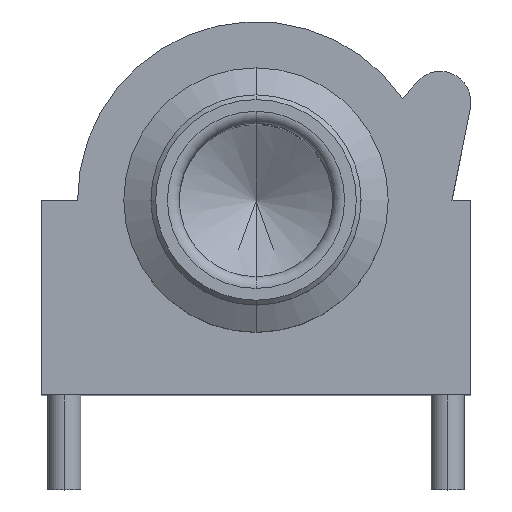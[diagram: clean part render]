
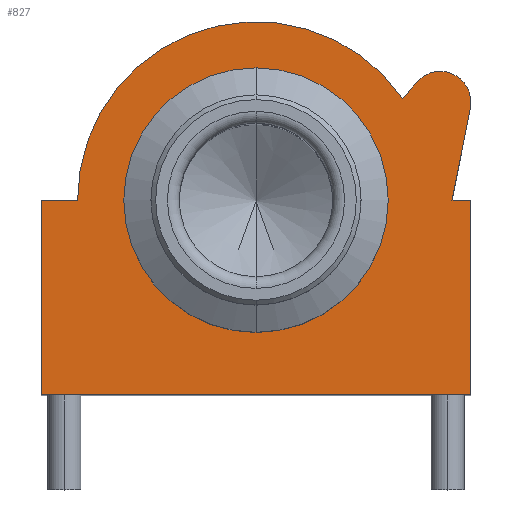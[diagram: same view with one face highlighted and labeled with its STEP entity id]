
A CAD part, top view. The second image highlights one B-rep face of the part: STEP entity #827.
In plain terms, the highlighted planar face has unit normal (0, 0, 1).
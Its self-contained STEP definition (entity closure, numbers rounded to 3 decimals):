
#216=DIRECTION('',(0.,1.,0.));
#217=VECTOR('',#216,8.24);
#218=CARTESIAN_POINT('',(9.1,0.,0.));
#219=LINE('',#218,#217);
#220=DIRECTION('',(1.,0.,0.));
#221=VECTOR('',#220,18.2);
#222=CARTESIAN_POINT('',(-9.1,0.,0.));
#223=LINE('',#222,#221);
#224=DIRECTION('',(0.,-1.,0.));
#225=VECTOR('',#224,8.24);
#226=CARTESIAN_POINT('',(-9.1,8.24,0.));
#227=LINE('',#226,#225);
#228=DIRECTION('',(-1.,0.,0.));
#229=VECTOR('',#228,1.54);
#230=CARTESIAN_POINT('',(-7.56,8.24,0.));
#231=LINE('',#230,#229);
#232=CARTESIAN_POINT('',(0.,8.24,0.));
#233=DIRECTION('',(0.,0.,1.));
#234=DIRECTION('',(0.821,0.571,0.));
#235=AXIS2_PLACEMENT_3D('',#232,#233,#234);
#237=DIRECTION('',(-0.659,-0.752,0.));
#238=VECTOR('',#237,0.933);
#239=CARTESIAN_POINT('',(6.822,13.257,0.));
#240=LINE('',#239,#238);
#241=CARTESIAN_POINT('',(7.8,12.4,0.));
#242=DIRECTION('',(0.,0.,1.));
#243=DIRECTION('',(0.981,-0.195,0.));
#244=AXIS2_PLACEMENT_3D('',#241,#242,#243);
#246=DIRECTION('',(0.195,0.981,0.));
#247=VECTOR('',#246,3.983);
#248=CARTESIAN_POINT('',(8.3,8.24,0.));
#249=LINE('',#248,#247);
#250=DIRECTION('',(-1.,0.,0.));
#251=VECTOR('',#250,0.8);
#252=CARTESIAN_POINT('',(9.1,8.24,0.));
#253=LINE('',#252,#251);
#254=CARTESIAN_POINT('',(0.,8.24,0.));
#255=DIRECTION('',(0.,0.,-1.));
#256=DIRECTION('',(0.,1.,0.));
#257=AXIS2_PLACEMENT_3D('',#254,#255,#256);
#259=CARTESIAN_POINT('',(0.,8.24,0.));
#260=DIRECTION('',(0.,0.,-1.));
#261=DIRECTION('',(0.,-1.,0.));
#262=AXIS2_PLACEMENT_3D('',#259,#260,#261);
#662=CARTESIAN_POINT('',(9.1,0.,0.));
#663=CARTESIAN_POINT('',(9.1,8.24,0.));
#664=VERTEX_POINT('',#662);
#665=VERTEX_POINT('',#663);
#666=CARTESIAN_POINT('',(-9.1,8.24,0.));
#667=CARTESIAN_POINT('',(-9.1,0.,0.));
#668=VERTEX_POINT('',#666);
#669=VERTEX_POINT('',#667);
#732=CARTESIAN_POINT('',(0.,13.84,0.));
#733=CARTESIAN_POINT('',(0.,2.64,0.));
#734=VERTEX_POINT('',#732);
#735=VERTEX_POINT('',#733);
#756=CARTESIAN_POINT('',(8.3,8.24,0.));
#757=VERTEX_POINT('',#756);
#758=CARTESIAN_POINT('',(9.075,12.147,0.));
#759=VERTEX_POINT('',#758);
#760=CARTESIAN_POINT('',(6.822,13.257,0.));
#761=VERTEX_POINT('',#760);
#762=CARTESIAN_POINT('',(6.208,12.555,0.));
#763=VERTEX_POINT('',#762);
#764=CARTESIAN_POINT('',(-7.56,8.24,0.));
#765=VERTEX_POINT('',#764);
#796=CARTESIAN_POINT('',(0.,0.,0.));
#797=DIRECTION('',(0.,0.,1.));
#798=DIRECTION('',(1.,0.,0.));
#799=AXIS2_PLACEMENT_3D('',#796,#797,#798);
#800=PLANE('',#799);
#802=ORIENTED_EDGE('',*,*,#801,.F.);
#804=ORIENTED_EDGE('',*,*,#803,.F.);
#806=ORIENTED_EDGE('',*,*,#805,.F.);
#808=ORIENTED_EDGE('',*,*,#807,.F.);
#810=ORIENTED_EDGE('',*,*,#809,.F.);
#812=ORIENTED_EDGE('',*,*,#811,.F.);
#814=ORIENTED_EDGE('',*,*,#813,.F.);
#816=ORIENTED_EDGE('',*,*,#815,.F.);
#818=ORIENTED_EDGE('',*,*,#817,.F.);
#819=EDGE_LOOP('',(#802,#804,#806,#808,#810,#812,#814,#816,#818));
#820=FACE_OUTER_BOUND('',#819,.F.);
#822=ORIENTED_EDGE('',*,*,#821,.F.);
#824=ORIENTED_EDGE('',*,*,#823,.F.);
#825=EDGE_LOOP('',(#822,#824));
#826=FACE_BOUND('',#825,.F.);
#236=CIRCLE('',#235,7.56);
#245=CIRCLE('',#244,1.3);
#258=CIRCLE('',#257,5.6);
#263=CIRCLE('',#262,5.6);
#801=EDGE_CURVE('',#664,#665,#219,.T.);
#803=EDGE_CURVE('',#669,#664,#223,.T.);
#805=EDGE_CURVE('',#668,#669,#227,.T.);
#807=EDGE_CURVE('',#765,#668,#231,.T.);
#809=EDGE_CURVE('',#763,#765,#236,.T.);
#811=EDGE_CURVE('',#761,#763,#240,.T.);
#813=EDGE_CURVE('',#759,#761,#245,.T.);
#815=EDGE_CURVE('',#757,#759,#249,.T.);
#817=EDGE_CURVE('',#665,#757,#253,.T.);
#821=EDGE_CURVE('',#734,#735,#258,.T.);
#823=EDGE_CURVE('',#735,#734,#263,.T.);
#827=ADVANCED_FACE('',(#820,#826),#800,.T.);
